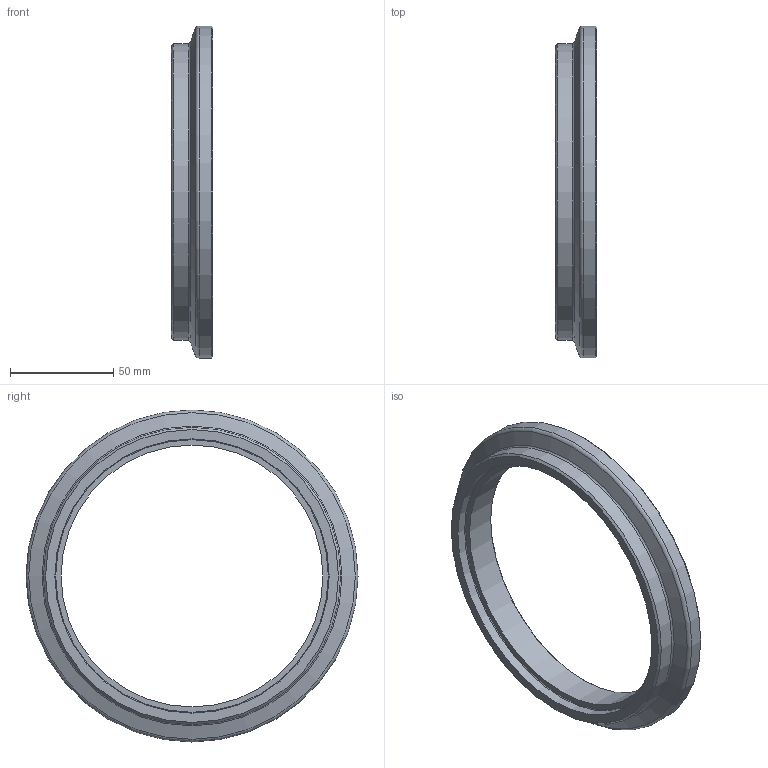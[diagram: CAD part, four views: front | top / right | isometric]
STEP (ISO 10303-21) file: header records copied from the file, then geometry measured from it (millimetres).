
FILE_DESCRIPTION(/* description */ (''),/* implementation_level */ '2;1');
FILE_NAME(/* name */ '32.125003.210.312',/* time_stamp */ '2018-10-08T13:47:21+02:00',/* author */ ('Murat Coskun Bicak'),/* organization */ ('Evac AG'),/* preprocessor_version */ 'ST-DEVELOPER v16.7',/* originating_system */ 'DEX',/* authorisation */ $);
FILE_SCHEMA (('AUTOMOTIVE_DESIGN {1 0 10303 214 3 1 1}'));
Length unit declared in the file: millimetre
Products named in the file (1): 32.125003.210.312
Bounding box: 20 x 161 x 161 mm (x, y, z)
Volume: 104374.6 mm3; surface area: 30924.1 mm2
Topology: 1 solids, 1 shells, 14 faces, 25 edges, 14 vertices
Faces by surface type: cone 4, cylinder 4, torus 3, plane 3
Full cylindrical faces by diameter (mm): 127 x1, 133 x1, 144 x1, 161 x1
Entity records: 318 total; most frequent: DIRECTION 58, CARTESIAN_POINT 43, AXIS2_PLACEMENT_3D 29, ORIENTED_EDGE 28, EDGE_LOOP 28, FACE_BOUND 28, EDGE_CURVE 14, VERTEX_POINT 14
